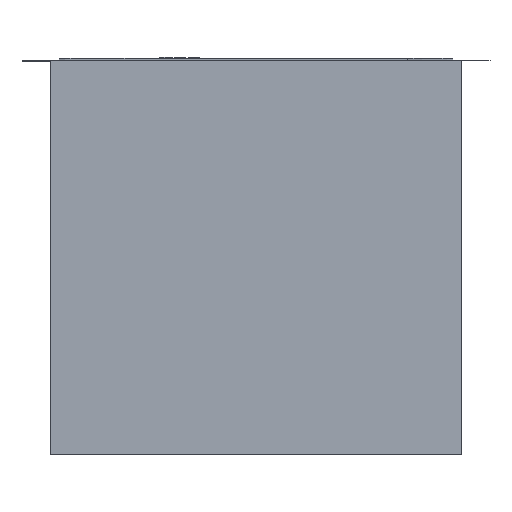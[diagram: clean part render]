
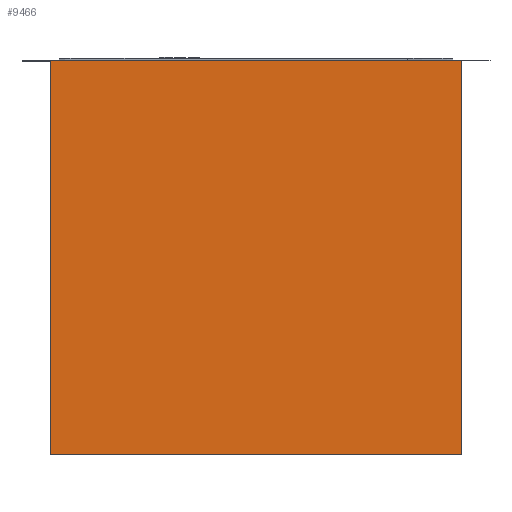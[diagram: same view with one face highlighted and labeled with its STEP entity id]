
A CAD part, front view. The second image highlights one B-rep face of the part: STEP entity #9466.
In plain terms, the highlighted planar face has unit normal (0, -1, 0).
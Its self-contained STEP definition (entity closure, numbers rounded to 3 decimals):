
#275 = DIRECTION ( 'NONE',  ( 1., 0., 0. ) ) ;
#367 = CARTESIAN_POINT ( 'NONE',  ( 219., -43.5, 420. ) ) ;
#479 = LINE ( 'NONE', #8483, #19913 ) ;
#514 = LINE ( 'NONE', #18278, #14334 ) ;
#664 = VECTOR ( 'NONE', #16581, 1000. ) ;
#891 = EDGE_CURVE ( 'NONE', #7444, #16543, #479, .T. ) ;
#1096 = DIRECTION ( 'NONE',  ( 0., 0., 1. ) ) ;
#1351 = CARTESIAN_POINT ( 'NONE',  ( -219., -43.5, 420. ) ) ;
#1388 = VECTOR ( 'NONE', #8921, 1000. ) ;
#1984 = CARTESIAN_POINT ( 'NONE',  ( -219., -43.5, 0. ) ) ;
#2459 = VERTEX_POINT ( 'NONE', #7188 ) ;
#2542 = VERTEX_POINT ( 'NONE', #15208 ) ;
#2953 = ORIENTED_EDGE ( 'NONE', *, *, #19886, .F. ) ;
#3061 = CARTESIAN_POINT ( 'NONE',  ( -249., -43.5, 418.823 ) ) ;
#3157 = CARTESIAN_POINT ( 'NONE',  ( -249., -43.5, 419.16 ) ) ;
#4649 = DIRECTION ( 'NONE',  ( 1., 0., 0. ) ) ;
#4954 = ORIENTED_EDGE ( 'NONE', *, *, #12551, .T. ) ;
#5079 = CARTESIAN_POINT ( 'NONE',  ( 249., -43.5, 419.903 ) ) ;
#5102 = EDGE_CURVE ( 'NONE', #2459, #16543, #14693, .T. ) ;
#5343 = VERTEX_POINT ( 'NONE', #11576 ) ;
#5484 = VECTOR ( 'NONE', #6187, 1000. ) ;
#5838 = CARTESIAN_POINT ( 'NONE',  ( -219., -43.5, 418.823 ) ) ;
#6187 = DIRECTION ( 'NONE',  ( -1., 0., 0. ) ) ;
#6507 = EDGE_CURVE ( 'NONE', #18890, #7701, #11303, .T. ) ;
#6515 = LINE ( 'NONE', #13132, #17837 ) ;
#6543 = CARTESIAN_POINT ( 'NONE',  ( 219., -43.5, 420. ) ) ;
#6719 = ORIENTED_EDGE ( 'NONE', *, *, #9520, .F. ) ;
#6890 = DIRECTION ( 'NONE',  ( 0., 0., -1. ) ) ;
#6919 = CARTESIAN_POINT ( 'NONE',  ( -249., -43.5, 418.823 ) ) ;
#7084 = LINE ( 'NONE', #18427, #19224 ) ;
#7188 = CARTESIAN_POINT ( 'NONE',  ( -249., -43.5, 419.16 ) ) ;
#7444 = VERTEX_POINT ( 'NONE', #1351 ) ;
#7701 = VERTEX_POINT ( 'NONE', #5838 ) ;
#7805 = VECTOR ( 'NONE', #275, 1000. ) ;
#8093 = LINE ( 'NONE', #5079, #16344 ) ;
#8204 = LINE ( 'NONE', #14304, #5484 ) ;
#8295 = ORIENTED_EDGE ( 'NONE', *, *, #16354, .T. ) ;
#8312 = DIRECTION ( 'NONE',  ( 1., 0., 0. ) ) ;
#8409 = CARTESIAN_POINT ( 'NONE',  ( -219., -43.5, 420. ) ) ;
#8483 = CARTESIAN_POINT ( 'NONE',  ( -219., -43.5, 420. ) ) ;
#8786 = DIRECTION ( 'NONE',  ( -1., 0., 0. ) ) ;
#8836 = CARTESIAN_POINT ( 'NONE',  ( 219., -43.5, 0. ) ) ;
#8921 = DIRECTION ( 'NONE',  ( 1., 0., 0. ) ) ;
#9466 = ADVANCED_FACE ( 'NONE', ( #12857 ), #9667, .F. ) ;
#9520 = EDGE_CURVE ( 'NONE', #2542, #17196, #7084, .T. ) ;
#9667 = PLANE ( 'NONE',  #16121 ) ;
#9851 = VERTEX_POINT ( 'NONE', #11070 ) ;
#10321 = EDGE_CURVE ( 'NONE', #18890, #2459, #15765, .T. ) ;
#10507 = LINE ( 'NONE', #8409, #1388 ) ;
#10721 = ORIENTED_EDGE ( 'NONE', *, *, #17457, .T. ) ;
#10886 = EDGE_CURVE ( 'NONE', #18029, #2542, #8093, .T. ) ;
#11070 = CARTESIAN_POINT ( 'NONE',  ( 219., -43.5, 419.903 ) ) ;
#11303 = LINE ( 'NONE', #6919, #7805 ) ;
#11345 = VECTOR ( 'NONE', #4649, 1000. ) ;
#11431 = VERTEX_POINT ( 'NONE', #367 ) ;
#11462 = ORIENTED_EDGE ( 'NONE', *, *, #5102, .F. ) ;
#11576 = CARTESIAN_POINT ( 'NONE',  ( -219., -43.5, 0. ) ) ;
#12090 = CARTESIAN_POINT ( 'NONE',  ( 219., -43.5, 419.757 ) ) ;
#12495 = ORIENTED_EDGE ( 'NONE', *, *, #12628, .F. ) ;
#12551 = EDGE_CURVE ( 'NONE', #18029, #9851, #8204, .T. ) ;
#12628 = EDGE_CURVE ( 'NONE', #7444, #11431, #10507, .T. ) ;
#12857 = FACE_OUTER_BOUND ( 'NONE', #16601, .T. ) ;
#12894 = VECTOR ( 'NONE', #1096, 1000. ) ;
#12960 = DIRECTION ( 'NONE',  ( 0., 1., 0. ) ) ;
#13028 = DIRECTION ( 'NONE',  ( 0., 0., -1. ) ) ;
#13104 = VECTOR ( 'NONE', #8312, 1000. ) ;
#13132 = CARTESIAN_POINT ( 'NONE',  ( 219., -43.5, 420. ) ) ;
#14304 = CARTESIAN_POINT ( 'NONE',  ( 249., -43.5, 419.903 ) ) ;
#14334 = VECTOR ( 'NONE', #14838, 1000. ) ;
#14693 = LINE ( 'NONE', #3157, #11345 ) ;
#14786 = EDGE_CURVE ( 'NONE', #11431, #9851, #6515, .T. ) ;
#14838 = DIRECTION ( 'NONE',  ( 0., 0., -1. ) ) ;
#15208 = CARTESIAN_POINT ( 'NONE',  ( 249., -43.5, 419.757 ) ) ;
#15665 = CARTESIAN_POINT ( 'NONE',  ( 249., -43.5, 419.903 ) ) ;
#15680 = CARTESIAN_POINT ( 'NONE',  ( -219., -43.5, 419.16 ) ) ;
#15765 = LINE ( 'NONE', #17157, #12894 ) ;
#15835 = ORIENTED_EDGE ( 'NONE', *, *, #6507, .T. ) ;
#16121 = AXIS2_PLACEMENT_3D ( 'NONE', #16196, #12960, #19728 ) ;
#16196 = CARTESIAN_POINT ( 'NONE',  ( -219., -43.5, 420. ) ) ;
#16344 = VECTOR ( 'NONE', #19759, 1000. ) ;
#16354 = EDGE_CURVE ( 'NONE', #5343, #17632, #20748, .T. ) ;
#16447 = ORIENTED_EDGE ( 'NONE', *, *, #891, .T. ) ;
#16543 = VERTEX_POINT ( 'NONE', #15680 ) ;
#16581 = DIRECTION ( 'NONE',  ( 0., 0., -1. ) ) ;
#16601 = EDGE_LOOP ( 'NONE', ( #8295, #2953, #6719, #17703, #4954, #18860, #12495, #16447, #11462, #19294, #15835, #10721 ) ) ;
#17157 = CARTESIAN_POINT ( 'NONE',  ( -249., -43.5, 419.16 ) ) ;
#17196 = VERTEX_POINT ( 'NONE', #12090 ) ;
#17457 = EDGE_CURVE ( 'NONE', #7701, #5343, #514, .T. ) ;
#17632 = VERTEX_POINT ( 'NONE', #8836 ) ;
#17703 = ORIENTED_EDGE ( 'NONE', *, *, #10886, .F. ) ;
#17837 = VECTOR ( 'NONE', #13028, 1000. ) ;
#18029 = VERTEX_POINT ( 'NONE', #15665 ) ;
#18278 = CARTESIAN_POINT ( 'NONE',  ( -219., -43.5, 420. ) ) ;
#18427 = CARTESIAN_POINT ( 'NONE',  ( 249., -43.5, 419.757 ) ) ;
#18860 = ORIENTED_EDGE ( 'NONE', *, *, #14786, .F. ) ;
#18890 = VERTEX_POINT ( 'NONE', #3061 ) ;
#19224 = VECTOR ( 'NONE', #8786, 1000. ) ;
#19294 = ORIENTED_EDGE ( 'NONE', *, *, #10321, .F. ) ;
#19728 = DIRECTION ( 'NONE',  ( 0., 0., 1. ) ) ;
#19759 = DIRECTION ( 'NONE',  ( 0., 0., -1. ) ) ;
#19886 = EDGE_CURVE ( 'NONE', #17196, #17632, #20026, .T. ) ;
#19913 = VECTOR ( 'NONE', #6890, 1000. ) ;
#20026 = LINE ( 'NONE', #6543, #664 ) ;
#20748 = LINE ( 'NONE', #1984, #13104 ) ;
